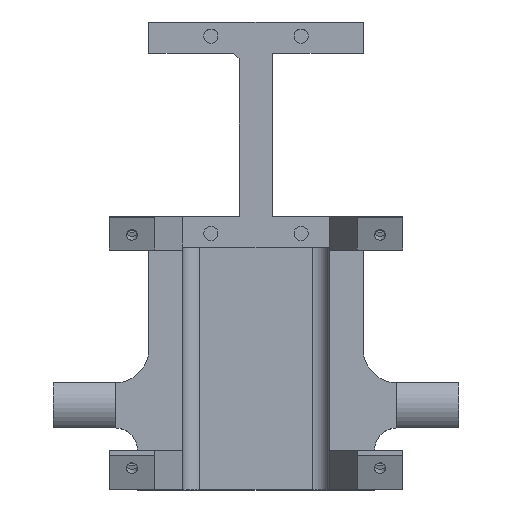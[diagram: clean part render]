
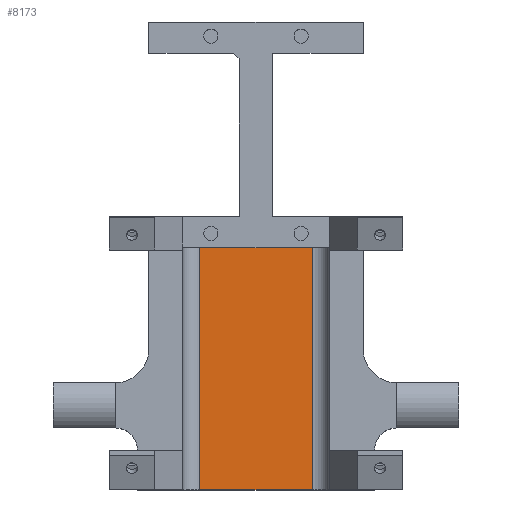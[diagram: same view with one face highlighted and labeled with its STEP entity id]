
A CAD part, top view. The second image highlights one B-rep face of the part: STEP entity #8173.
In plain terms, the highlighted planar face has unit normal (0, 0, 1).
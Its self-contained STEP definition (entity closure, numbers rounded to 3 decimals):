
#502 = PLANE('',#503);
#503 = AXIS2_PLACEMENT_3D('',#504,#505,#506);
#504 = CARTESIAN_POINT('',(0.,-39.,9.64));
#505 = DIRECTION('',(0.,-1.,0.));
#506 = DIRECTION('',(0.,0.,-1.));
#3216 = VERTEX_POINT('',#3217);
#3217 = CARTESIAN_POINT('',(10.,-39.,3.));
#3232 = CYLINDRICAL_SURFACE('',#3233,3.);
#3233 = AXIS2_PLACEMENT_3D('',#3234,#3235,#3236);
#3234 = CARTESIAN_POINT('',(10.,-41.5,6.));
#3235 = DIRECTION('',(0.,-1.,0.));
#3236 = DIRECTION('',(1.,0.,0.));
#3244 = EDGE_CURVE('',#3216,#3245,#3247,.T.);
#3245 = VERTEX_POINT('',#3246);
#3246 = CARTESIAN_POINT('',(-10.,-39.,3.));
#3247 = SURFACE_CURVE('',#3248,(#3252,#3259),.PCURVE_S1.);
#3248 = LINE('',#3249,#3250);
#3249 = CARTESIAN_POINT('',(-17.5,-39.,3.));
#3250 = VECTOR('',#3251,1.);
#3251 = DIRECTION('',(-1.,0.,0.));
#3252 = PCURVE('',#502,#3253);
#3253 = DEFINITIONAL_REPRESENTATION('',(#3254),#3258);
#3254 = LINE('',#3255,#3256);
#3255 = CARTESIAN_POINT('',(6.64,-17.5));
#3256 = VECTOR('',#3257,1.);
#3257 = DIRECTION('',(0.,-1.));
#3258 = ( GEOMETRIC_REPRESENTATION_CONTEXT(2) 
PARAMETRIC_REPRESENTATION_CONTEXT() REPRESENTATION_CONTEXT('2D SPACE',''
  ) );
#3259 = PCURVE('',#3260,#3265);
#3260 = PLANE('',#3261);
#3261 = AXIS2_PLACEMENT_3D('',#3262,#3263,#3264);
#3262 = CARTESIAN_POINT('',(-10.,-41.5,3.));
#3263 = DIRECTION('',(0.,0.,-1.));
#3264 = DIRECTION('',(1.,0.,0.));
#3265 = DEFINITIONAL_REPRESENTATION('',(#3266),#3269);
#3266 = B_SPLINE_CURVE_WITH_KNOTS('',1,(#3267,#3268),.UNSPECIFIED.,.F.,
  .F.,(2,2),(-27.5,-7.5),.PIECEWISE_BEZIER_KNOTS.);
#3267 = CARTESIAN_POINT('',(20.,-2.5));
#3268 = CARTESIAN_POINT('',(0.,-2.5));
#3269 = ( GEOMETRIC_REPRESENTATION_CONTEXT(2) 
PARAMETRIC_REPRESENTATION_CONTEXT() REPRESENTATION_CONTEXT('2D SPACE',''
  ) );
#3288 = CYLINDRICAL_SURFACE('',#3289,3.);
#3289 = AXIS2_PLACEMENT_3D('',#3290,#3291,#3292);
#3290 = CARTESIAN_POINT('',(-10.,-41.5,6.));
#3291 = DIRECTION('',(0.,-1.,0.));
#3292 = DIRECTION('',(1.,0.,0.));
#4407 = PLANE('',#4408);
#4408 = AXIS2_PLACEMENT_3D('',#4409,#4410,#4411);
#4409 = CARTESIAN_POINT('',(0.,4.,6.));
#4410 = DIRECTION('',(0.,1.,0.));
#4411 = DIRECTION('',(0.,0.,1.));
#8123 = VERTEX_POINT('',#8124);
#8124 = CARTESIAN_POINT('',(-10.,4.,3.));
#8150 = EDGE_CURVE('',#3245,#8123,#8151,.T.);
#8151 = SURFACE_CURVE('',#8152,(#8156,#8163),.PCURVE_S1.);
#8152 = LINE('',#8153,#8154);
#8153 = CARTESIAN_POINT('',(-10.,-41.5,3.));
#8154 = VECTOR('',#8155,1.);
#8155 = DIRECTION('',(0.,1.,0.));
#8156 = PCURVE('',#3288,#8157);
#8157 = DEFINITIONAL_REPRESENTATION('',(#8158),#8162);
#8158 = LINE('',#8159,#8160);
#8159 = CARTESIAN_POINT('',(4.712,0.));
#8160 = VECTOR('',#8161,1.);
#8161 = DIRECTION('',(0.,-1.));
#8162 = ( GEOMETRIC_REPRESENTATION_CONTEXT(2) 
PARAMETRIC_REPRESENTATION_CONTEXT() REPRESENTATION_CONTEXT('2D SPACE',''
  ) );
#8163 = PCURVE('',#3260,#8164);
#8164 = DEFINITIONAL_REPRESENTATION('',(#8165),#8169);
#8165 = LINE('',#8166,#8167);
#8166 = CARTESIAN_POINT('',(0.,0.));
#8167 = VECTOR('',#8168,1.);
#8168 = DIRECTION('',(0.,-1.));
#8169 = ( GEOMETRIC_REPRESENTATION_CONTEXT(2) 
PARAMETRIC_REPRESENTATION_CONTEXT() REPRESENTATION_CONTEXT('2D SPACE',''
  ) );
#8173 = ADVANCED_FACE('',(#8174),#3260,.F.);
#8174 = FACE_BOUND('',#8175,.F.);
#8175 = EDGE_LOOP('',(#8176,#8177,#8178,#8201));
#8176 = ORIENTED_EDGE('',*,*,#3244,.T.);
#8177 = ORIENTED_EDGE('',*,*,#8150,.T.);
#8178 = ORIENTED_EDGE('',*,*,#8179,.T.);
#8179 = EDGE_CURVE('',#8123,#8180,#8182,.T.);
#8180 = VERTEX_POINT('',#8181);
#8181 = CARTESIAN_POINT('',(10.,4.,3.));
#8182 = SURFACE_CURVE('',#8183,(#8187,#8194),.PCURVE_S1.);
#8183 = LINE('',#8184,#8185);
#8184 = CARTESIAN_POINT('',(-10.,4.,3.));
#8185 = VECTOR('',#8186,1.);
#8186 = DIRECTION('',(1.,0.,0.));
#8187 = PCURVE('',#3260,#8188);
#8188 = DEFINITIONAL_REPRESENTATION('',(#8189),#8193);
#8189 = LINE('',#8190,#8191);
#8190 = CARTESIAN_POINT('',(0.,-45.5));
#8191 = VECTOR('',#8192,1.);
#8192 = DIRECTION('',(1.,0.));
#8193 = ( GEOMETRIC_REPRESENTATION_CONTEXT(2) 
PARAMETRIC_REPRESENTATION_CONTEXT() REPRESENTATION_CONTEXT('2D SPACE',''
  ) );
#8194 = PCURVE('',#4407,#8195);
#8195 = DEFINITIONAL_REPRESENTATION('',(#8196),#8200);
#8196 = LINE('',#8197,#8198);
#8197 = CARTESIAN_POINT('',(-3.,-10.));
#8198 = VECTOR('',#8199,1.);
#8199 = DIRECTION('',(0.,1.));
#8200 = ( GEOMETRIC_REPRESENTATION_CONTEXT(2) 
PARAMETRIC_REPRESENTATION_CONTEXT() REPRESENTATION_CONTEXT('2D SPACE',''
  ) );
#8201 = ORIENTED_EDGE('',*,*,#8202,.F.);
#8202 = EDGE_CURVE('',#3216,#8180,#8203,.T.);
#8203 = SURFACE_CURVE('',#8204,(#8208,#8215),.PCURVE_S1.);
#8204 = LINE('',#8205,#8206);
#8205 = CARTESIAN_POINT('',(10.,-41.5,3.));
#8206 = VECTOR('',#8207,1.);
#8207 = DIRECTION('',(0.,1.,0.));
#8208 = PCURVE('',#3260,#8209);
#8209 = DEFINITIONAL_REPRESENTATION('',(#8210),#8214);
#8210 = LINE('',#8211,#8212);
#8211 = CARTESIAN_POINT('',(20.,0.));
#8212 = VECTOR('',#8213,1.);
#8213 = DIRECTION('',(0.,-1.));
#8214 = ( GEOMETRIC_REPRESENTATION_CONTEXT(2) 
PARAMETRIC_REPRESENTATION_CONTEXT() REPRESENTATION_CONTEXT('2D SPACE',''
  ) );
#8215 = PCURVE('',#3232,#8216);
#8216 = DEFINITIONAL_REPRESENTATION('',(#8217),#8221);
#8217 = LINE('',#8218,#8219);
#8218 = CARTESIAN_POINT('',(4.712,0.));
#8219 = VECTOR('',#8220,1.);
#8220 = DIRECTION('',(0.,-1.));
#8221 = ( GEOMETRIC_REPRESENTATION_CONTEXT(2) 
PARAMETRIC_REPRESENTATION_CONTEXT() REPRESENTATION_CONTEXT('2D SPACE',''
  ) );
